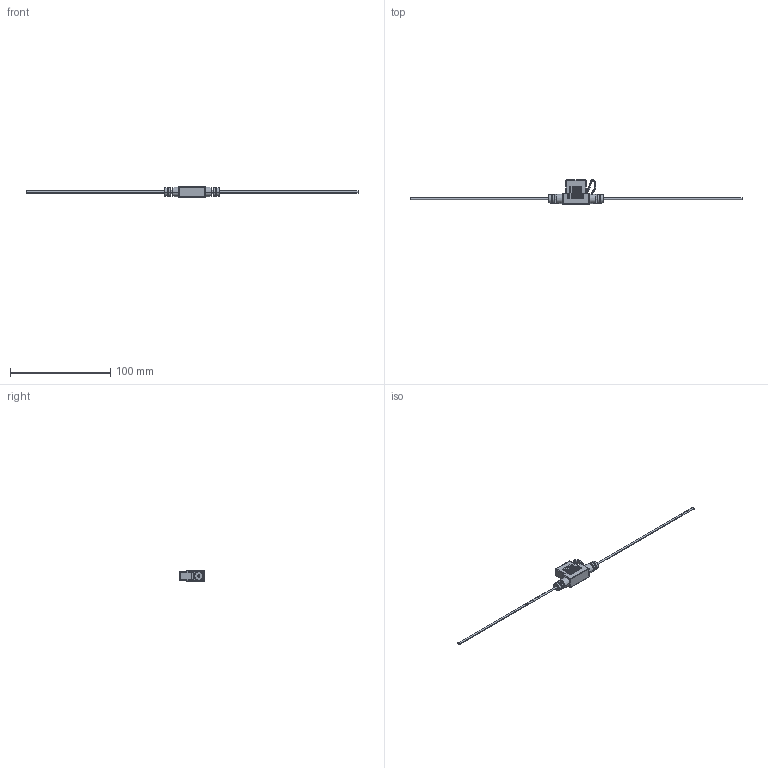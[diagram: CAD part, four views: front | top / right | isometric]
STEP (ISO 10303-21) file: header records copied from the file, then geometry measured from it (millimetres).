
FILE_DESCRIPTION (( 'STEP AP214' ), '1' );
FILE_NAME ('BF353S.STEP', '2023-11-30T19:51:16', ( '' ), ( '' ), 'SwSTEP 2.0', 'SolidWorks 2021', '' );
FILE_SCHEMA (( 'AUTOMOTIVE_DESIGN' ));
Length unit declared in the file: millimetre
Products named in the file (1): BF353S
Bounding box: 330.8 x 24.6 x 11.9 mm (x, y, z)
Volume: 8306.3 mm3; surface area: 7845.5 mm2
Topology: 6 solids, 6 shells, 272 faces, 638 edges, 396 vertices
Faces by surface type: plane 159, cylinder 76, torus 20, sphere 12, cone 5
Entity records: 7859 total; most frequent: CARTESIAN_POINT 1399, DIRECTION 1348, ORIENTED_EDGE 1260, EDGE_CURVE 630, AXIS2_PLACEMENT_3D 469, VECTOR 410, LINE 410, VERTEX_POINT 396
